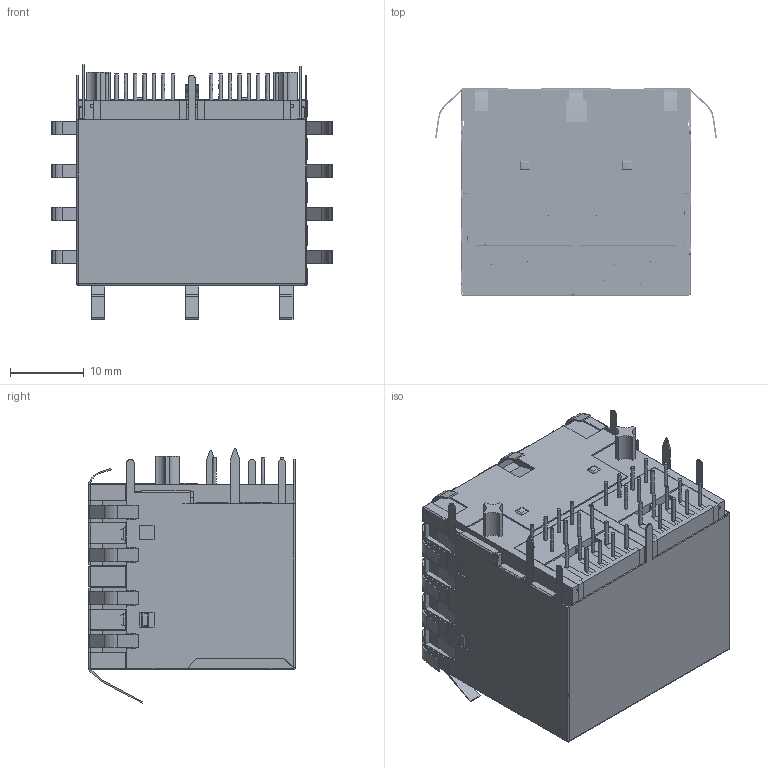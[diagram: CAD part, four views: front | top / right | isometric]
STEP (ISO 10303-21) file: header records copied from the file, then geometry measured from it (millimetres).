
FILE_DESCRIPTION( ( 'Unknown' ), '1' );
FILE_NAME( '615032243321.stp', 'Unknown', ( 'Unknown' ), ( 'Unknown' ), 'PSStep 17.0.49', 'Unknown', ' ' );
FILE_SCHEMA( ( 'AUTOMOTIVE_DESIGN { 1 0 10303 214 1 1 1 1 }' ) );
Length unit declared in the file: millimetre
Products named in the file (26): housing1; housing1.1; housing1.2; asm Housing1&2+pin; pin1.5; pin5; pin1.7; pin4; pin1; pin3; pin2; pin6; pin7; pin1.6; pin8; pin1.1; pin1.4; pin1.2; pin1.8; pin1.3; housing 2; Assem1; shielding2; shielding1; Housing032; shielding3
Assembly tree (26 placements, depth 4):
  Assem1
    shielding2
    shielding1
    Housing032
    shielding3
    asm Housing1&2+pin  x2
      pin1.5
      pin5
      pin1.7
      pin4
      pin1
      pin3
      pin2
      pin6
      pin7
      pin1.6
      pin8
      pin1.1
      pin1.4
      pin1.2
      pin1.8
      pin1.3
      housing 2
      housing1
        housing1.1
        housing1.2
Bounding box: 38.17 x 28 x 34.42 mm (x, y, z)
Volume: 12992.6 mm3; surface area: 31527.8 mm2
Topology: 42 solids, 42 shells, 2147 faces, 5994 edges, 3887 vertices
Faces by surface type: plane 1720, cylinder 361, bspline 66
Full cylindrical faces by diameter (mm): 0.45 x32, 1 x16
Entity records: 85997 total; most frequent: CARTESIAN_POINT 26231, ORIENTED_EDGE 9732, DIRECTION 8965, EDGE_CURVE 4866, LINE 4179, VECTOR 4179, VERTEX_POINT 3175, AXIS2_PLACEMENT_3D 2393
